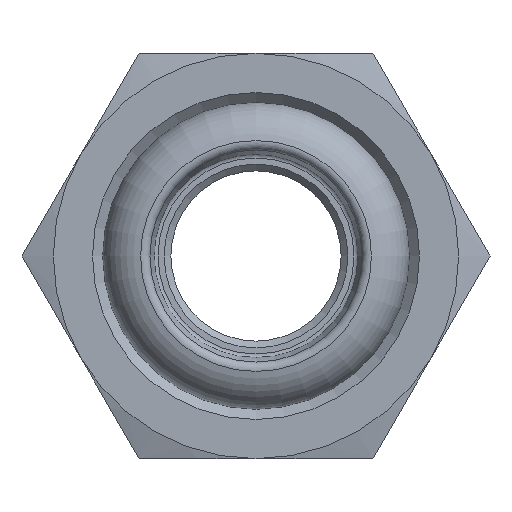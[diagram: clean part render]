
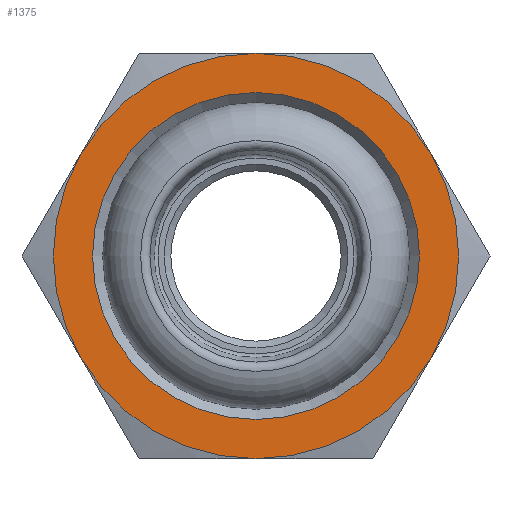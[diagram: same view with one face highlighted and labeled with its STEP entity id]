
A CAD part, front view. The second image highlights one B-rep face of the part: STEP entity #1375.
In plain terms, the highlighted planar face has unit normal (0, -1, 0).
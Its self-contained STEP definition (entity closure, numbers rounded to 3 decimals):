
#107=FACE_BOUND('',#378,.T.);
#126=PLANE('',#1548);
#282=FACE_OUTER_BOUND('',#377,.T.);
#377=EDGE_LOOP('',(#1107,#1108,#1109,#1110,#1111,#1112));
#378=EDGE_LOOP('',(#1113));
#491=CIRCLE('',#1547,12.1);
#492=CIRCLE('',#1549,15.);
#493=CIRCLE('',#1550,15.);
#494=CIRCLE('',#1551,15.);
#495=CIRCLE('',#1552,15.);
#496=CIRCLE('',#1553,15.);
#497=CIRCLE('',#1554,15.);
#623=VERTEX_POINT('',#2390);
#624=VERTEX_POINT('',#2394);
#625=VERTEX_POINT('',#2395);
#626=VERTEX_POINT('',#2397);
#627=VERTEX_POINT('',#2399);
#628=VERTEX_POINT('',#2401);
#629=VERTEX_POINT('',#2403);
#796=EDGE_CURVE('',#623,#623,#491,.T.);
#798=EDGE_CURVE('',#624,#625,#492,.T.);
#799=EDGE_CURVE('',#626,#624,#493,.T.);
#800=EDGE_CURVE('',#627,#626,#494,.T.);
#801=EDGE_CURVE('',#628,#627,#495,.T.);
#802=EDGE_CURVE('',#629,#628,#496,.T.);
#803=EDGE_CURVE('',#625,#629,#497,.T.);
#1107=ORIENTED_EDGE('',*,*,#798,.F.);
#1108=ORIENTED_EDGE('',*,*,#799,.F.);
#1109=ORIENTED_EDGE('',*,*,#800,.F.);
#1110=ORIENTED_EDGE('',*,*,#801,.F.);
#1111=ORIENTED_EDGE('',*,*,#802,.F.);
#1112=ORIENTED_EDGE('',*,*,#803,.F.);
#1113=ORIENTED_EDGE('',*,*,#796,.F.);
#1375=ADVANCED_FACE('',(#282,#107),#126,.T.);
#1547=AXIS2_PLACEMENT_3D('',#2391,#1889,#1890);
#1548=AXIS2_PLACEMENT_3D('',#2393,#1892,#1893);
#1549=AXIS2_PLACEMENT_3D('',#2396,#1894,#1895);
#1550=AXIS2_PLACEMENT_3D('',#2398,#1896,#1897);
#1551=AXIS2_PLACEMENT_3D('',#2400,#1898,#1899);
#1552=AXIS2_PLACEMENT_3D('',#2402,#1900,#1901);
#1553=AXIS2_PLACEMENT_3D('',#2404,#1902,#1903);
#1554=AXIS2_PLACEMENT_3D('',#2405,#1904,#1905);
#1889=DIRECTION('center_axis',(0.,-1.,0.));
#1890=DIRECTION('ref_axis',(0.,0.,
1.));
#1892=DIRECTION('center_axis',(0.,-1.,0.));
#1893=DIRECTION('ref_axis',(0.,0.,
1.));
#1894=DIRECTION('center_axis',(0.,1.,0.));
#1895=DIRECTION('ref_axis',(0.,0.,
-1.));
#1896=DIRECTION('center_axis',(0.,1.,0.));
#1897=DIRECTION('ref_axis',(0.,0.,
-1.));
#1898=DIRECTION('center_axis',(0.,1.,0.));
#1899=DIRECTION('ref_axis',(0.,0.,
-1.));
#1900=DIRECTION('center_axis',(0.,1.,0.));
#1901=DIRECTION('ref_axis',(0.,0.,
-1.));
#1902=DIRECTION('center_axis',(0.,1.,0.));
#1903=DIRECTION('ref_axis',(0.,0.,
-1.));
#1904=DIRECTION('center_axis',(0.,1.,0.));
#1905=DIRECTION('ref_axis',(0.,0.,
-1.));
#2390=CARTESIAN_POINT('',(0.,21.405,-12.1));
#2391=CARTESIAN_POINT('Origin',(0.,21.405,0.));
#2393=CARTESIAN_POINT('Origin',(0.,21.405,-13.05));
#2394=CARTESIAN_POINT('',(0.,21.405,-15.));
#2395=CARTESIAN_POINT('',(-12.99,21.405,-7.5));
#2396=CARTESIAN_POINT('Origin',(0.,21.405,0.));
#2397=CARTESIAN_POINT('',(12.99,21.405,-7.5));
#2398=CARTESIAN_POINT('Origin',(0.,21.405,0.));
#2399=CARTESIAN_POINT('',(12.99,21.405,7.5));
#2400=CARTESIAN_POINT('Origin',(0.,21.405,0.));
#2401=CARTESIAN_POINT('',(0.,21.405,15.));
#2402=CARTESIAN_POINT('Origin',(0.,21.405,0.));
#2403=CARTESIAN_POINT('',(-12.99,21.405,7.5));
#2404=CARTESIAN_POINT('Origin',(0.,21.405,0.));
#2405=CARTESIAN_POINT('Origin',(0.,21.405,0.));
